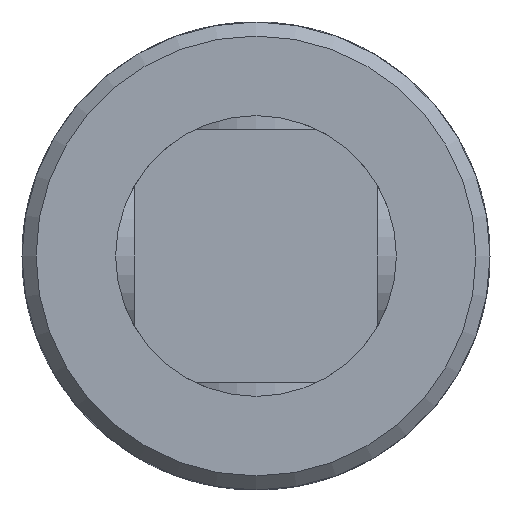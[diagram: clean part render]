
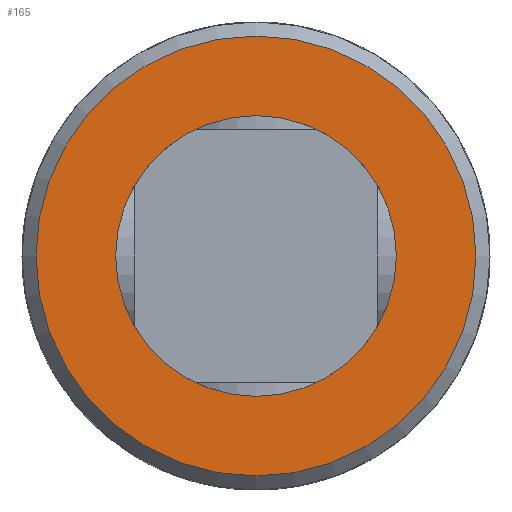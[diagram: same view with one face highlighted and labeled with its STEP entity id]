
A CAD part, left-side view. The second image highlights one B-rep face of the part: STEP entity #165.
In plain terms, the highlighted planar face has unit normal (-1, 0, 0).
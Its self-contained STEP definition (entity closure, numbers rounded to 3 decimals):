
#165 = ADVANCED_FACE( '', ( #317, #318 ), #319, .F. );
#317 = FACE_OUTER_BOUND( '', #465, .T. );
#318 = FACE_BOUND( '', #466, .T. );
#319 = PLANE( '', #467 );
#465 = EDGE_LOOP( '', ( #707 ) );
#466 = EDGE_LOOP( '', ( #708 ) );
#467 = AXIS2_PLACEMENT_3D( '', #709, #710, #711 );
#707 = ORIENTED_EDGE( '', *, *, #858, .F. );
#708 = ORIENTED_EDGE( '', *, *, #803, .T. );
#709 = CARTESIAN_POINT( '', ( 0., 0., 0. ) );
#710 = DIRECTION( '', ( 1., 0., 0. ) );
#711 = DIRECTION( '', ( 0., 0., -1. ) );
#803 = EDGE_CURVE( '', #913, #913, #914, .T. );
#858 = EDGE_CURVE( '', #999, #999, #1000, .T. );
#913 = VERTEX_POINT( '', #1069 );
#914 = CIRCLE( '', #1070, 15. );
#999 = VERTEX_POINT( '', #1438 );
#1000 = CIRCLE( '', #1439, 23.5 );
#1069 = CARTESIAN_POINT( '', ( 0., 0., -15. ) );
#1070 = AXIS2_PLACEMENT_3D( '', #1699, #1700, #1701 );
#1438 = CARTESIAN_POINT( '', ( 0., 0., -23.5 ) );
#1439 = AXIS2_PLACEMENT_3D( '', #1760, #1761, #1762 );
#1699 = CARTESIAN_POINT( '', ( 0., 0., 0. ) );
#1700 = DIRECTION( '', ( 1., 0., 0. ) );
#1701 = DIRECTION( '', ( 0., 0., -1. ) );
#1760 = CARTESIAN_POINT( '', ( 0., 0., 0. ) );
#1761 = DIRECTION( '', ( 1., 0., 0. ) );
#1762 = DIRECTION( '', ( 0., 0., -1. ) );
